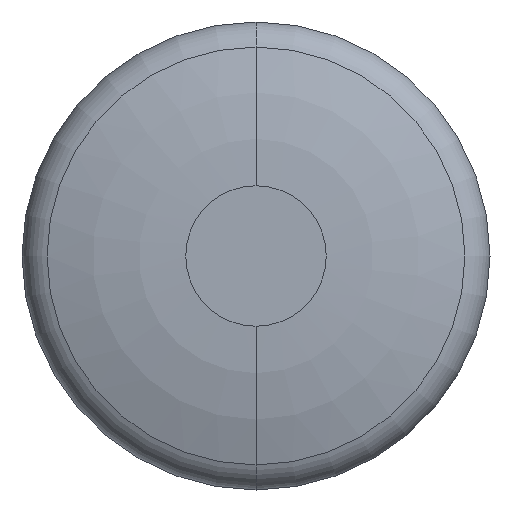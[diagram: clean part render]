
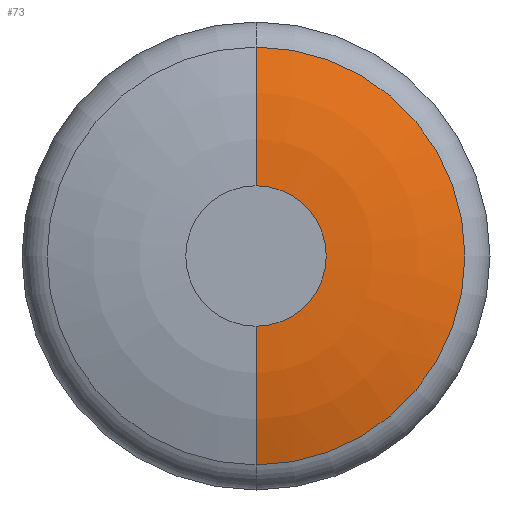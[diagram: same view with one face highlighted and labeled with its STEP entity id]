
A CAD part, front view. The second image highlights one B-rep face of the part: STEP entity #73.
In plain terms, the highlighted toroidal (fillet/blend) face has major radius 2.381 mm and minor radius 14.287 mm.
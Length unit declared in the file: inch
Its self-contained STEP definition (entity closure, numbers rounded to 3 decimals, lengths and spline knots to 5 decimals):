
#9 = CIRCLE ( 'NONE', #159, 0.27896 ) ;
#25 = FACE_OUTER_BOUND ( 'NONE', #431, .T. ) ;
#34 = VERTEX_POINT ( 'NONE', #66 ) ;
#38 = DIRECTION ( 'NONE',  ( 0., 0., -1. ) ) ;
#39 = AXIS2_PLACEMENT_3D ( 'NONE', #103, #324, #227 ) ;
#53 = CIRCLE ( 'NONE', #281, 0.5625 ) ;
#66 = CARTESIAN_POINT ( 'NONE',  ( 0., 0.03137, 0.27896 ) ) ;
#73 = ADVANCED_FACE ( 'NONE', ( #25 ), #432, .T. ) ;
#89 = AXIS2_PLACEMENT_3D ( 'NONE', #334, #412, #342 ) ;
#96 = DIRECTION ( 'NONE',  ( 0., -1., 0. ) ) ;
#103 = CARTESIAN_POINT ( 'NONE',  ( 0., 0., 0. ) ) ;
#110 = CARTESIAN_POINT ( 'NONE',  ( 0., 0., 0.09375 ) ) ;
#142 = CIRCLE ( 'NONE', #39, 0.09375 ) ;
#146 = EDGE_CURVE ( 'NONE', #356, #34, #9, .T. ) ;
#155 = CARTESIAN_POINT ( 'NONE',  ( 0., 0., -0.09375 ) ) ;
#159 = AXIS2_PLACEMENT_3D ( 'NONE', #459, #96, #313 ) ;
#185 = CARTESIAN_POINT ( 'NONE',  ( 0., 0.5625, -0.09375 ) ) ;
#189 = CARTESIAN_POINT ( 'NONE',  ( 0., 0.5625, 0.09375 ) ) ;
#198 = EDGE_CURVE ( 'NONE', #356, #405, #53, .T. ) ;
#227 = DIRECTION ( 'NONE',  ( 0., 0., -1. ) ) ;
#228 = ORIENTED_EDGE ( 'NONE', *, *, #146, .T. ) ;
#238 = ORIENTED_EDGE ( 'NONE', *, *, #248, .F. ) ;
#248 = EDGE_CURVE ( 'NONE', #405, #333, #142, .T. ) ;
#281 = AXIS2_PLACEMENT_3D ( 'NONE', #185, #467, #473 ) ;
#285 = ORIENTED_EDGE ( 'NONE', *, *, #198, .F. ) ;
#302 = CARTESIAN_POINT ( 'NONE',  ( 0., 0.03137, -0.27896 ) ) ;
#305 = AXIS2_PLACEMENT_3D ( 'NONE', #189, #453, #38 ) ;
#313 = DIRECTION ( 'NONE',  ( 0., 0., -1. ) ) ;
#324 = DIRECTION ( 'NONE',  ( 0., -1., 0. ) ) ;
#325 = ORIENTED_EDGE ( 'NONE', *, *, #419, .T. ) ;
#333 = VERTEX_POINT ( 'NONE', #110 ) ;
#334 = CARTESIAN_POINT ( 'NONE',  ( 0., 0.5625, 0. ) ) ;
#342 = DIRECTION ( 'NONE',  ( 0., 0., -1. ) ) ;
#356 = VERTEX_POINT ( 'NONE', #302 ) ;
#405 = VERTEX_POINT ( 'NONE', #155 ) ;
#412 = DIRECTION ( 'NONE',  ( 0., -1., 0. ) ) ;
#419 = EDGE_CURVE ( 'NONE', #34, #333, #456, .T. ) ;
#431 = EDGE_LOOP ( 'NONE', ( #228, #325, #238, #285 ) ) ;
#432 = TOROIDAL_SURFACE ( 'NONE', #89, 0.09375, 0.5625 ) ;
#453 = DIRECTION ( 'NONE',  ( 1., 0., 0. ) ) ;
#456 = CIRCLE ( 'NONE', #305, 0.5625 ) ;
#459 = CARTESIAN_POINT ( 'NONE',  ( 0., 0.03137, 0. ) ) ;
#467 = DIRECTION ( 'NONE',  ( -1., 0., 0. ) ) ;
#473 = DIRECTION ( 'NONE',  ( 0., 0., 1. ) ) ;
